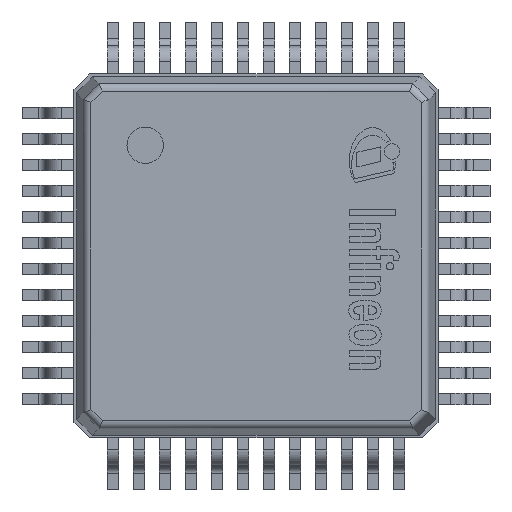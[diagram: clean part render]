
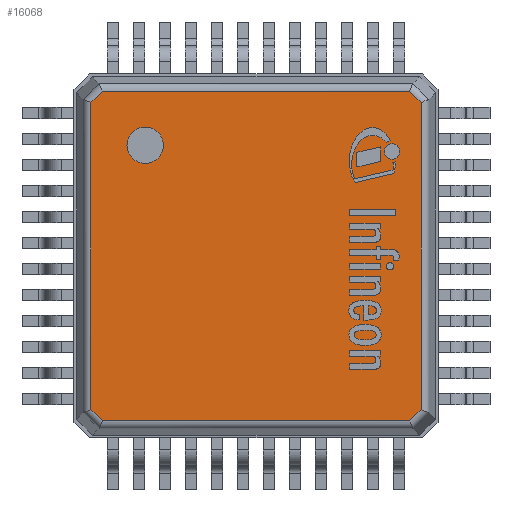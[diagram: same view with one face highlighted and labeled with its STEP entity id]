
A CAD part, top view. The second image highlights one B-rep face of the part: STEP entity #16068.
In plain terms, the highlighted planar face has unit normal (0, 0, 1).
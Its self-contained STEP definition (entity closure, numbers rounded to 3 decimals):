
#515=FACE_BOUND('',#1689,.T.);
#756=FACE_OUTER_BOUND('',#1688,.T.);
#1688=EDGE_LOOP('',(#11706,#11707,#11708,#11709,#11710,#11711,#11712,#11713));
#1689=EDGE_LOOP('',(#11714));
#2742=LINE('',#24577,#4479);
#2743=LINE('',#24580,#4480);
#2745=LINE('',#24590,#4482);
#2746=LINE('',#24592,#4483);
#2747=LINE('',#24594,#4484);
#2748=LINE('',#24596,#4485);
#2749=LINE('',#24598,#4486);
#2750=LINE('',#24599,#4487);
#4479=VECTOR('',#19761,1.);
#4480=VECTOR('',#19764,1.);
#4482=VECTOR('',#19774,1.);
#4483=VECTOR('',#19775,1.);
#4484=VECTOR('',#19776,1.);
#4485=VECTOR('',#19777,1.);
#4486=VECTOR('',#19778,1.);
#4487=VECTOR('',#19779,1.);
#6091=CIRCLE('',#17312,0.35);
#6885=VERTEX_POINT('',#24563);
#6887=VERTEX_POINT('',#24570);
#6890=VERTEX_POINT('',#24575);
#6891=VERTEX_POINT('',#24579);
#6895=VERTEX_POINT('',#24589);
#6896=VERTEX_POINT('',#24591);
#6897=VERTEX_POINT('',#24593);
#6898=VERTEX_POINT('',#24595);
#6899=VERTEX_POINT('',#24597);
#8684=EDGE_CURVE('',#6885,#6885,#6091,.T.);
#8690=EDGE_CURVE('',#6890,#6887,#2742,.T.);
#8691=EDGE_CURVE('',#6887,#6891,#2743,.T.);
#8696=EDGE_CURVE('',#6895,#6890,#2745,.T.);
#8697=EDGE_CURVE('',#6896,#6895,#2746,.T.);
#8698=EDGE_CURVE('',#6897,#6896,#2747,.T.);
#8699=EDGE_CURVE('',#6898,#6897,#2748,.T.);
#8700=EDGE_CURVE('',#6899,#6898,#2749,.T.);
#8701=EDGE_CURVE('',#6891,#6899,#2750,.T.);
#11706=ORIENTED_EDGE('',*,*,#8690,.F.);
#11707=ORIENTED_EDGE('',*,*,#8696,.F.);
#11708=ORIENTED_EDGE('',*,*,#8697,.F.);
#11709=ORIENTED_EDGE('',*,*,#8698,.F.);
#11710=ORIENTED_EDGE('',*,*,#8699,.F.);
#11711=ORIENTED_EDGE('',*,*,#8700,.F.);
#11712=ORIENTED_EDGE('',*,*,#8701,.F.);
#11713=ORIENTED_EDGE('',*,*,#8691,.F.);
#11714=ORIENTED_EDGE('',*,*,#8684,.T.);
#15337=PLANE('',#17322);
#16068=ADVANCED_FACE('',(#756,#515),#15337,.T.);
#17312=AXIS2_PLACEMENT_3D('',#24564,#19747,#19748);
#17322=AXIS2_PLACEMENT_3D('',#24588,#19772,#19773);
#19747=DIRECTION('center_axis',(0.,0.,-1.));
#19748=DIRECTION('ref_axis',(0.,1.,0.));
#19761=DIRECTION('',(-0.707,0.707,0.));
#19764=DIRECTION('',(0.,1.,0.));
#19772=DIRECTION('center_axis',(0.,0.,1.));
#19773=DIRECTION('ref_axis',(0.,-1.,0.));
#19774=DIRECTION('',(-1.,0.,0.));
#19775=DIRECTION('',(-0.707,-0.707,0.));
#19776=DIRECTION('',(0.,-1.,0.));
#19777=DIRECTION('',(0.707,-0.707,0.));
#19778=DIRECTION('',(1.,0.,0.));
#19779=DIRECTION('',(0.707,0.707,0.));
#24563=CARTESIAN_POINT('',(15.358,-3.075,1.598));
#24564=CARTESIAN_POINT('Origin',(15.358,-2.725,1.598));
#24570=CARTESIAN_POINT('',(14.313,-7.808,1.598));
#24575=CARTESIAN_POINT('',(14.534,-8.029,1.598));
#24577=CARTESIAN_POINT('',(14.424,-7.919,1.598));
#24579=CARTESIAN_POINT('',(14.313,-1.905,1.598));
#24580=CARTESIAN_POINT('',(14.313,-3.133,1.598));
#24588=CARTESIAN_POINT('Origin',(17.489,-4.856,1.598));
#24589=CARTESIAN_POINT('',(20.443,-8.029,1.598));
#24590=CARTESIAN_POINT('',(15.764,-8.029,1.598));
#24591=CARTESIAN_POINT('',(20.664,-7.808,1.598));
#24592=CARTESIAN_POINT('',(20.553,-7.919,1.598));
#24593=CARTESIAN_POINT('',(20.664,-1.905,1.598));
#24594=CARTESIAN_POINT('',(20.664,-6.58,1.598));
#24595=CARTESIAN_POINT('',(20.443,-1.684,1.598));
#24596=CARTESIAN_POINT('',(20.553,-1.794,1.598));
#24597=CARTESIAN_POINT('',(14.534,-1.684,1.598));
#24598=CARTESIAN_POINT('',(19.214,-1.684,1.598));
#24599=CARTESIAN_POINT('',(14.424,-1.794,1.598));
